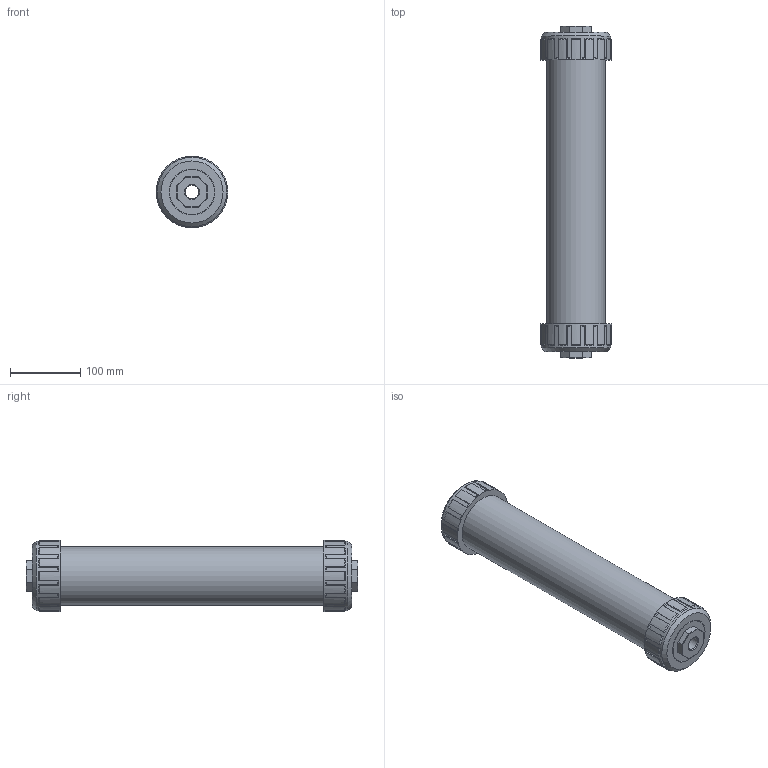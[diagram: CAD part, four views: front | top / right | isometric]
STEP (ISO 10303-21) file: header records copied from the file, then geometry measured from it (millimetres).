
FILE_DESCRIPTION((''),'2;1');
FILE_NAME('CVG-1000-SS-75N_R2.iam.stp','2016-10-28T12:28:43',(''),(''),'Autodesk Inventor 2009','Autodesk Inventor 2009','');
FILE_SCHEMA(('AUTOMOTIVE_DESIGN { 1 0 10303 214 1 1 1 1 }'));
Length unit declared in the file: inch
Products named in the file (5): CVG-1000-SS-75N_R2; CVG-3-1000-METAL-NPT-75_R4; CVG-1-1000-A_R0; CVG-6-1000; CVG-2-1000_R5
Assembly tree (6 placements, depth 2):
  CVG-1000-SS-75N_R2
    CVG-3-1000-METAL-NPT-75_R4  x2
    CVG-1-1000-A_R0
    CVG-6-1000  x2
    CVG-2-1000_R5
Bounding box: 101.35 x 471.42 x 101.35 mm (x, y, z)
Volume: 926624.9 mm3; surface area: 490769.4 mm2
Topology: 6 solids, 6 shells, 320 faces, 766 edges, 480 vertices
Faces by surface type: plane 134, cone 102, cylinder 67, bspline 15, torus 2
Full cylindrical faces by diameter (mm): 18.97 x2, 52.121 x2, 57.201 x2, 59.207 x1, 63.5 x2, 64.008 x1, 65.278 x2, 65.659 x2, 71.145 x2, 74.549 x6, 75.819 x1, 78.41 x2, 79.929 x16, 82.931 x17, 98.298 x2, 101.346 x2
Entity records: 13393 total; most frequent: CARTESIAN_POINT 9328, DIRECTION 832, ORIENTED_EDGE 728, EDGE_CURVE 364, AXIS2_PLACEMENT_3D 325, VERTEX_POINT 262, EDGE_LOOP 250, VECTOR 182
